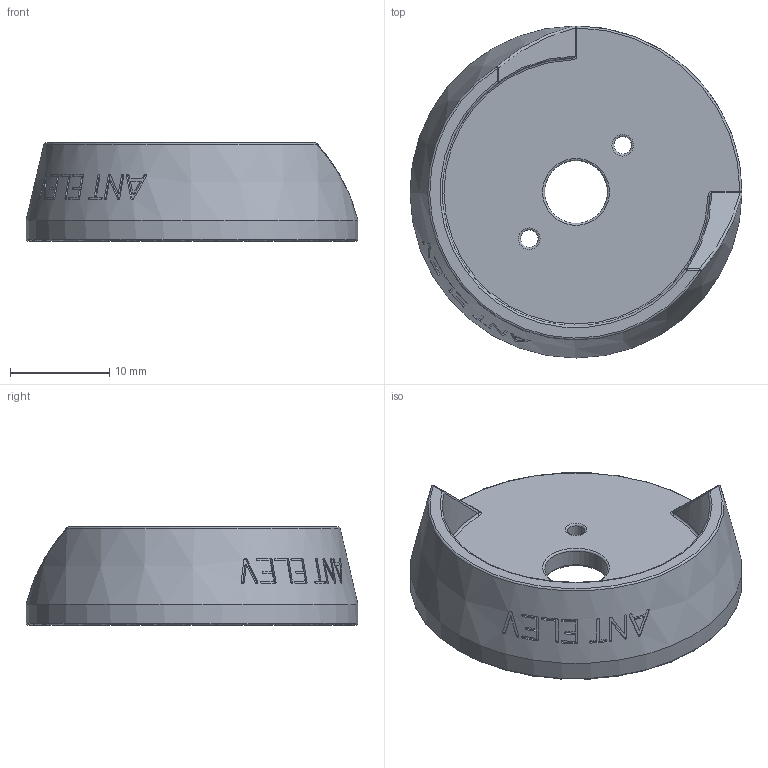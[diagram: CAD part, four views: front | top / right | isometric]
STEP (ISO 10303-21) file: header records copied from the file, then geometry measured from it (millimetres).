
FILE_DESCRIPTION(/* description */ ('STEP AP214'),/* implementation_level */ '2;1');
FILE_NAME(/* name */ '5ff8b8a9eb3cfb153eda2178',/* time_stamp */ '2021-01-08T19:55:51+00:00',/* author */ (''),/* organization */ (''),/* preprocessor_version */ 'ST-DEVELOPER v18.1',/* originating_system */ ' ',/* authorisation */ ' ');
FILE_SCHEMA (('AUTOMOTIVE_DESIGN {1 0 10303 214 3 1 1}'));
Length unit declared in the file: metre
Products named in the file (1): id2
Bounding box: 33.52 x 33.52 x 9.93 mm (x, y, z)
Volume: 2898.9 mm3; surface area: 2826.6 mm2
Topology: 1 solids, 1 shells, 176 faces, 475 edges, 305 vertices
Faces by surface type: bspline 93, plane 50, torus 11, cone 9, cylinder 9, sphere 4
Full cylindrical faces by diameter (mm): 1.778 x2, 6.35 x1, 33.515 x1
Entity records: 7017 total; most frequent: CARTESIAN_POINT 2376, ORIENTED_EDGE 918, DIRECTION 478, EDGE_CURVE 459, VERTEX_POINT 304, B_SPLINE_CURVE_WITH_KNOTS 236, EDGE_LOOP 201, FACE_BOUND 201
